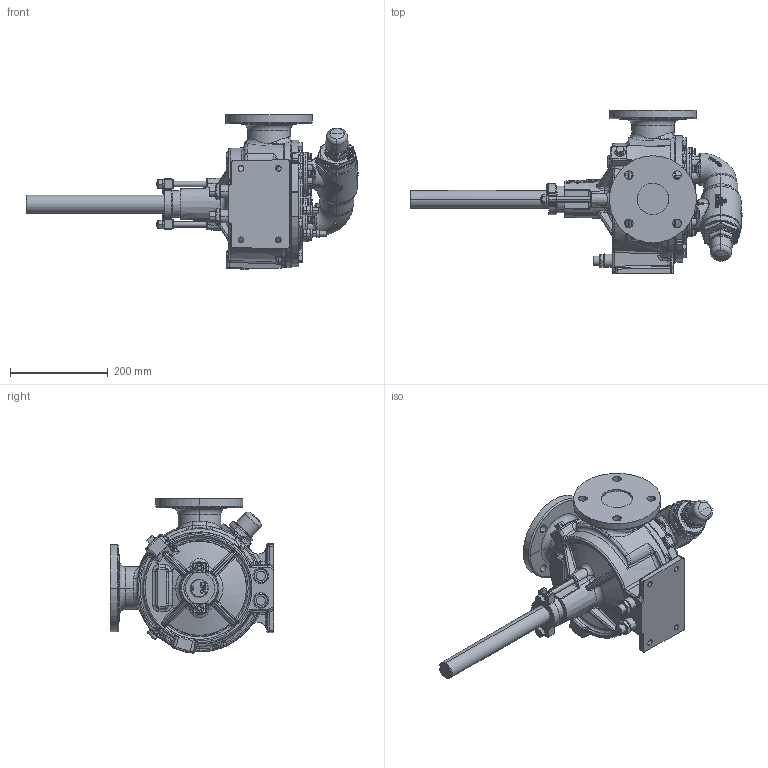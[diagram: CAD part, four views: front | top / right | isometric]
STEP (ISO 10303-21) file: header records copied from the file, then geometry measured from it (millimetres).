
FILE_DESCRIPTION (( 'STEP AP214' ), '1' );
FILE_NAME ('LQ32E.STEP', '2018-02-26T16:39:41', ( '' ), ( '' ), 'SwSTEP 2.0', 'SolidWorks 2017', '' );
FILE_SCHEMA (( 'AUTOMOTIVE_DESIGN' ));
Length unit declared in the file: inch
Products named in the file (2): LQ32E
Bounding box: 679 x 335.03 x 315.43 mm (x, y, z)
Volume: 11292372.9 mm3; surface area: 580688.6 mm2
Topology: 1 solids, 1 shells, 2866 faces, 7223 edges, 4404 vertices
Faces by surface type: plane 920, bspline 808, cylinder 532, cone 342, torus 214, sphere 50
Entity records: 162424 total; most frequent: CARTESIAN_POINT 74884, ORIENTED_EDGE 14272, DIRECTION 10632, EDGE_CURVE 7136, VERTEX_POINT 4404, AXIS2_PLACEMENT_3D 4245, EDGE_LOOP 3052, ADVANCED_FACE 2866
